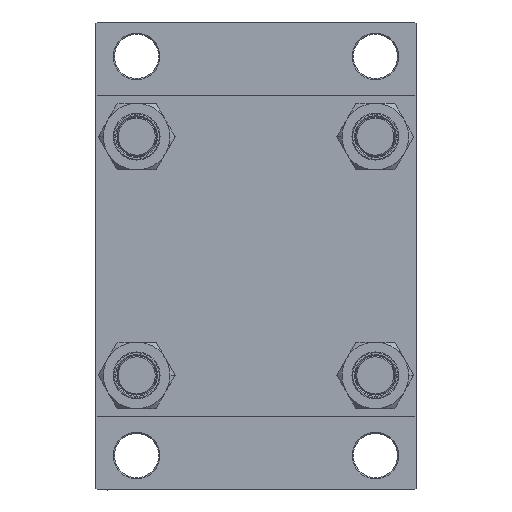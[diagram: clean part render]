
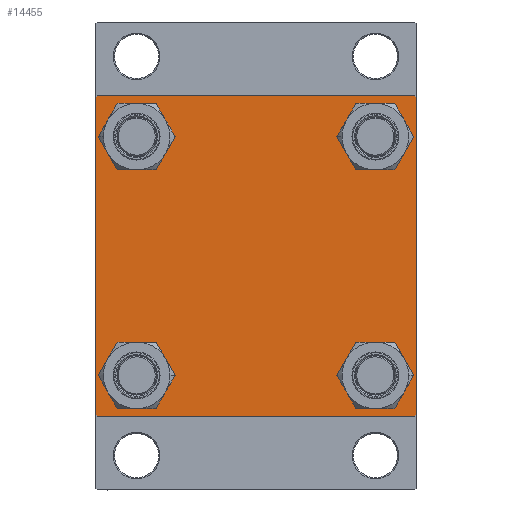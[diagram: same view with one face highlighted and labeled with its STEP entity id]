
A CAD part, left-side view. The second image highlights one B-rep face of the part: STEP entity #14455.
In plain terms, the highlighted planar face has unit normal (-1, 0, 0).
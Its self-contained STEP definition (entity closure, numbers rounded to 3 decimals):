
#209 = EDGE_LOOP ( 'NONE', ( #30671, #20597 ) ) ;
#716 = CARTESIAN_POINT ( 'NONE',  ( 0., -48.45, -48.45 ) ) ;
#730 = VERTEX_POINT ( 'NONE', #29611 ) ;
#1279 = FACE_BOUND ( 'NONE', #15107, .T. ) ;
#1286 = VERTEX_POINT ( 'NONE', #17393 ) ;
#1728 = VECTOR ( 'NONE', #4423, 1000. ) ;
#1990 = DIRECTION ( 'NONE',  ( 0., -0.707, -0.707 ) ) ;
#2011 = ORIENTED_EDGE ( 'NONE', *, *, #16756, .T. ) ;
#2109 = ORIENTED_EDGE ( 'NONE', *, *, #36617, .T. ) ;
#2162 = DIRECTION ( 'NONE',  ( 1., 0., 0. ) ) ;
#2195 = CARTESIAN_POINT ( 'NONE',  ( 0., -65., 65. ) ) ;
#2301 = CARTESIAN_POINT ( 'NONE',  ( 0., -64.75, 64.75 ) ) ;
#2953 = CIRCLE ( 'NONE', #13719, 8.5 ) ;
#3335 = ORIENTED_EDGE ( 'NONE', *, *, #14586, .T. ) ;
#3829 = CIRCLE ( 'NONE', #13843, 8.5 ) ;
#4097 = DIRECTION ( 'NONE',  ( 1., 0., 0. ) ) ;
#4423 = DIRECTION ( 'NONE',  ( 0., 0.707, -0.707 ) ) ;
#4446 = VECTOR ( 'NONE', #27068, 1000. ) ;
#4692 = DIRECTION ( 'NONE',  ( 1., 0., 0. ) ) ;
#5585 = CARTESIAN_POINT ( 'NONE',  ( 0., 64.5, 65. ) ) ;
#5668 = ORIENTED_EDGE ( 'NONE', *, *, #10566, .T. ) ;
#6370 = VERTEX_POINT ( 'NONE', #5585 ) ;
#6588 = CARTESIAN_POINT ( 'NONE',  ( 0., 65., 64.5 ) ) ;
#6733 = AXIS2_PLACEMENT_3D ( 'NONE', #716, #2162, #23409 ) ;
#6906 = ORIENTED_EDGE ( 'NONE', *, *, #15969, .T. ) ;
#7051 = VECTOR ( 'NONE', #35740, 1000. ) ;
#9034 = VERTEX_POINT ( 'NONE', #42897 ) ;
#9040 = DIRECTION ( 'NONE',  ( 0., 0.707, 0.707 ) ) ;
#9559 = CARTESIAN_POINT ( 'NONE',  ( 0., 65., 65. ) ) ;
#9657 = CARTESIAN_POINT ( 'NONE',  ( 0., -48.45, 56.95 ) ) ;
#10001 = EDGE_LOOP ( 'NONE', ( #5668, #3335 ) ) ;
#10482 = VERTEX_POINT ( 'NONE', #44412 ) ;
#10520 = VERTEX_POINT ( 'NONE', #26312 ) ;
#10566 = EDGE_CURVE ( 'NONE', #26511, #15196, #22127, .T. ) ;
#10721 = CARTESIAN_POINT ( 'NONE',  ( 0., -48.45, -39.95 ) ) ;
#11131 = ORIENTED_EDGE ( 'NONE', *, *, #46590, .T. ) ;
#11356 = DIRECTION ( 'NONE',  ( 0., 0., 1. ) ) ;
#11398 = CARTESIAN_POINT ( 'NONE',  ( 0., -64.5, -65. ) ) ;
#11654 = DIRECTION ( 'NONE',  ( 0., 0., 1. ) ) ;
#11838 = DIRECTION ( 'NONE',  ( 1., 0., 0. ) ) ;
#12213 = EDGE_CURVE ( 'NONE', #1286, #23726, #31897, .T. ) ;
#12252 = VECTOR ( 'NONE', #1990, 1000. ) ;
#12296 = VERTEX_POINT ( 'NONE', #9657 ) ;
#13082 = EDGE_CURVE ( 'NONE', #40396, #12296, #22087, .T. ) ;
#13719 = AXIS2_PLACEMENT_3D ( 'NONE', #34248, #26761, #41007 ) ;
#13843 = AXIS2_PLACEMENT_3D ( 'NONE', #21217, #4692, #26921 ) ;
#14455 = ADVANCED_FACE ( 'NONE', ( #23460, #34568, #1279, #41358, #41128 ), #41849, .T. ) ;
#14586 = EDGE_CURVE ( 'NONE', #15196, #26511, #32916, .T. ) ;
#14942 = CARTESIAN_POINT ( 'NONE',  ( 0., 65., -64.5 ) ) ;
#15107 = EDGE_LOOP ( 'NONE', ( #2011, #2109 ) ) ;
#15196 = VERTEX_POINT ( 'NONE', #27375 ) ;
#15673 = CARTESIAN_POINT ( 'NONE',  ( 0., 48.45, -48.45 ) ) ;
#15969 = EDGE_CURVE ( 'NONE', #34286, #39226, #42650, .T. ) ;
#16242 = CARTESIAN_POINT ( 'NONE',  ( 0., -48.45, -48.45 ) ) ;
#16352 = ORIENTED_EDGE ( 'NONE', *, *, #19369, .T. ) ;
#16493 = VERTEX_POINT ( 'NONE', #33844 ) ;
#16756 = EDGE_CURVE ( 'NONE', #10482, #9034, #26050, .T. ) ;
#17139 = CARTESIAN_POINT ( 'NONE',  ( 0., 65., 65. ) ) ;
#17170 = VERTEX_POINT ( 'NONE', #46528 ) ;
#17393 = CARTESIAN_POINT ( 'NONE',  ( 0., 64.5, -65. ) ) ;
#19087 = AXIS2_PLACEMENT_3D ( 'NONE', #27553, #20058, #34796 ) ;
#19357 = AXIS2_PLACEMENT_3D ( 'NONE', #43968, #22469, #21991 ) ;
#19369 = EDGE_CURVE ( 'NONE', #39226, #1286, #45448, .T. ) ;
#19630 = ORIENTED_EDGE ( 'NONE', *, *, #28875, .F. ) ;
#19745 = EDGE_LOOP ( 'NONE', ( #25965, #27784 ) ) ;
#20051 = CARTESIAN_POINT ( 'NONE',  ( 0., 65., -65. ) ) ;
#20058 = DIRECTION ( 'NONE',  ( 1., 0., 0. ) ) ;
#20597 = ORIENTED_EDGE ( 'NONE', *, *, #13082, .T. ) ;
#20637 = LINE ( 'NONE', #2301, #35517 ) ;
#20776 = LINE ( 'NONE', #2195, #36919 ) ;
#21217 = CARTESIAN_POINT ( 'NONE',  ( 0., -48.45, 48.45 ) ) ;
#21468 = LINE ( 'NONE', #17139, #7051 ) ;
#21991 = DIRECTION ( 'NONE',  ( 0., 0., 1. ) ) ;
#22087 = CIRCLE ( 'NONE', #32880, 8.5 ) ;
#22127 = CIRCLE ( 'NONE', #6733, 8.5 ) ;
#22469 = DIRECTION ( 'NONE',  ( 1., 0., 0. ) ) ;
#23197 = VECTOR ( 'NONE', #39211, 1000. ) ;
#23407 = DIRECTION ( 'NONE',  ( 0., 0., 1. ) ) ;
#23409 = DIRECTION ( 'NONE',  ( 0., 0., 1. ) ) ;
#23460 = FACE_BOUND ( 'NONE', #209, .T. ) ;
#23598 = EDGE_CURVE ( 'NONE', #26620, #730, #20637, .T. ) ;
#23726 = VERTEX_POINT ( 'NONE', #11398 ) ;
#23985 = CARTESIAN_POINT ( 'NONE',  ( 0., -65., 64.5 ) ) ;
#25965 = ORIENTED_EDGE ( 'NONE', *, *, #37186, .T. ) ;
#26050 = CIRCLE ( 'NONE', #32238, 8.5 ) ;
#26312 = CARTESIAN_POINT ( 'NONE',  ( 0., 48.45, 39.95 ) ) ;
#26406 = LINE ( 'NONE', #41355, #1728 ) ;
#26511 = VERTEX_POINT ( 'NONE', #10721 ) ;
#26620 = VERTEX_POINT ( 'NONE', #23985 ) ;
#26750 = AXIS2_PLACEMENT_3D ( 'NONE', #45719, #45230, #11654 ) ;
#26761 = DIRECTION ( 'NONE',  ( 1., 0., 0. ) ) ;
#26818 = VECTOR ( 'NONE', #39029, 1000. ) ;
#26921 = DIRECTION ( 'NONE',  ( 0., 0., 1. ) ) ;
#27068 = DIRECTION ( 'NONE',  ( 0., -1., 0. ) ) ;
#27308 = ORIENTED_EDGE ( 'NONE', *, *, #30319, .T. ) ;
#27375 = CARTESIAN_POINT ( 'NONE',  ( 0., -48.45, -56.95 ) ) ;
#27553 = CARTESIAN_POINT ( 'NONE',  ( 0., 48.45, -48.45 ) ) ;
#27784 = ORIENTED_EDGE ( 'NONE', *, *, #28666, .T. ) ;
#27872 = CARTESIAN_POINT ( 'NONE',  ( 0., -64.75, -64.75 ) ) ;
#28108 = LINE ( 'NONE', #27872, #23197 ) ;
#28360 = EDGE_LOOP ( 'NONE', ( #6906, #16352, #38084, #11131, #44680, #36134, #19630, #27308 ) ) ;
#28666 = EDGE_CURVE ( 'NONE', #10520, #16493, #45603, .T. ) ;
#28875 = EDGE_CURVE ( 'NONE', #6370, #730, #21468, .T. ) ;
#29611 = CARTESIAN_POINT ( 'NONE',  ( 0., -64.5, 65. ) ) ;
#30319 = EDGE_CURVE ( 'NONE', #6370, #34286, #26406, .T. ) ;
#30617 = AXIS2_PLACEMENT_3D ( 'NONE', #16242, #37279, #37510 ) ;
#30671 = ORIENTED_EDGE ( 'NONE', *, *, #44315, .T. ) ;
#31897 = LINE ( 'NONE', #20051, #4446 ) ;
#32238 = AXIS2_PLACEMENT_3D ( 'NONE', #15673, #4097, #23407 ) ;
#32880 = AXIS2_PLACEMENT_3D ( 'NONE', #38182, #11838, #11356 ) ;
#32916 = CIRCLE ( 'NONE', #30617, 8.5 ) ;
#33844 = CARTESIAN_POINT ( 'NONE',  ( 0., 48.45, 56.95 ) ) ;
#34248 = CARTESIAN_POINT ( 'NONE',  ( 0., 48.45, 48.45 ) ) ;
#34286 = VERTEX_POINT ( 'NONE', #6588 ) ;
#34568 = FACE_BOUND ( 'NONE', #10001, .T. ) ;
#34796 = DIRECTION ( 'NONE',  ( 0., 0., 1. ) ) ;
#34826 = CARTESIAN_POINT ( 'NONE',  ( 0., 64.75, -64.75 ) ) ;
#35517 = VECTOR ( 'NONE', #9040, 1000. ) ;
#35740 = DIRECTION ( 'NONE',  ( 0., -1., 0. ) ) ;
#36134 = ORIENTED_EDGE ( 'NONE', *, *, #23598, .T. ) ;
#36617 = EDGE_CURVE ( 'NONE', #9034, #10482, #40663, .T. ) ;
#36919 = VECTOR ( 'NONE', #39371, 1000. ) ;
#37186 = EDGE_CURVE ( 'NONE', #16493, #10520, #2953, .T. ) ;
#37279 = DIRECTION ( 'NONE',  ( 1., 0., 0. ) ) ;
#37510 = DIRECTION ( 'NONE',  ( 0., 0., 1. ) ) ;
#38084 = ORIENTED_EDGE ( 'NONE', *, *, #12213, .T. ) ;
#38182 = CARTESIAN_POINT ( 'NONE',  ( 0., -48.45, 48.45 ) ) ;
#39029 = DIRECTION ( 'NONE',  ( 0., 0., -1. ) ) ;
#39211 = DIRECTION ( 'NONE',  ( 0., -0.707, 0.707 ) ) ;
#39226 = VERTEX_POINT ( 'NONE', #14942 ) ;
#39371 = DIRECTION ( 'NONE',  ( 0., 0., -1. ) ) ;
#39534 = CARTESIAN_POINT ( 'NONE',  ( 0., -48.45, 39.95 ) ) ;
#40396 = VERTEX_POINT ( 'NONE', #39534 ) ;
#40663 = CIRCLE ( 'NONE', #19087, 8.5 ) ;
#41007 = DIRECTION ( 'NONE',  ( 0., 0., 1. ) ) ;
#41128 = FACE_OUTER_BOUND ( 'NONE', #28360, .T. ) ;
#41355 = CARTESIAN_POINT ( 'NONE',  ( 0., 64.75, 64.75 ) ) ;
#41358 = FACE_BOUND ( 'NONE', #19745, .T. ) ;
#41849 = PLANE ( 'NONE',  #26750 ) ;
#42225 = EDGE_CURVE ( 'NONE', #26620, #17170, #20776, .T. ) ;
#42650 = LINE ( 'NONE', #9559, #26818 ) ;
#42897 = CARTESIAN_POINT ( 'NONE',  ( 0., 48.45, -56.95 ) ) ;
#43968 = CARTESIAN_POINT ( 'NONE',  ( 0., 48.45, 48.45 ) ) ;
#44315 = EDGE_CURVE ( 'NONE', #12296, #40396, #3829, .T. ) ;
#44412 = CARTESIAN_POINT ( 'NONE',  ( 0., 48.45, -39.95 ) ) ;
#44680 = ORIENTED_EDGE ( 'NONE', *, *, #42225, .F. ) ;
#45230 = DIRECTION ( 'NONE',  ( -1., 0., 0. ) ) ;
#45448 = LINE ( 'NONE', #34826, #12252 ) ;
#45603 = CIRCLE ( 'NONE', #19357, 8.5 ) ;
#45719 = CARTESIAN_POINT ( 'NONE',  ( 0., 0., 0. ) ) ;
#46528 = CARTESIAN_POINT ( 'NONE',  ( 0., -65., -64.5 ) ) ;
#46590 = EDGE_CURVE ( 'NONE', #23726, #17170, #28108, .T. ) ;
